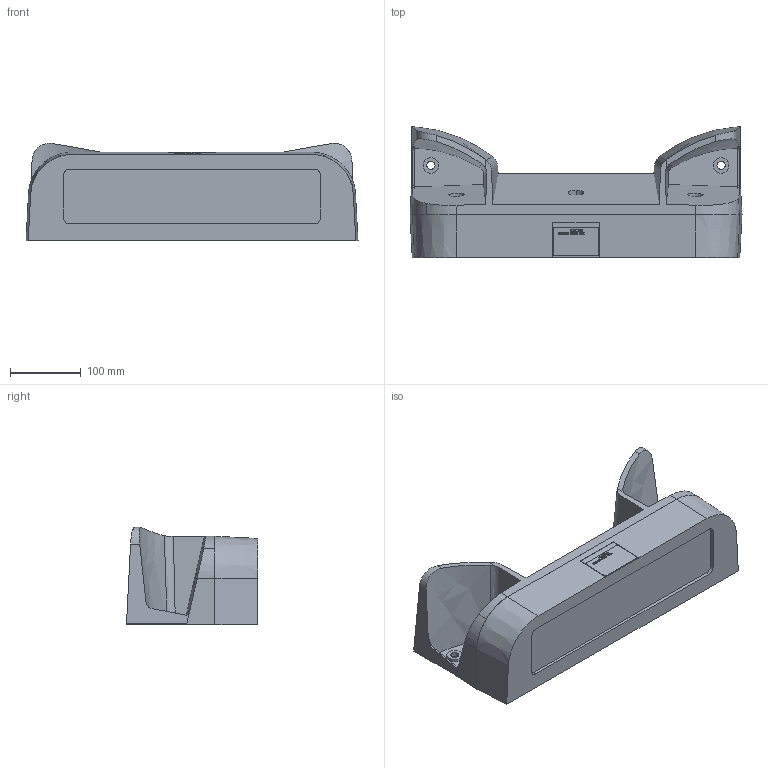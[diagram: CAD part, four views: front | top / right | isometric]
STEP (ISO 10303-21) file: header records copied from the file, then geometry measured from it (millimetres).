
FILE_DESCRIPTION(('STEP AP214'),'1');
FILE_NAME('cctmp_89571EAE-16FC-4D7D-9FAF-EAC39C20BBDF_2023_07_21_16_47_00_0331..stp','2023-07-21T14:47:01',('SIEMENS A&D'),('CADClick - www.CADClick.com'),'Spatial InterOp 3D postprocessed',' ','unknown authorization');
FILE_SCHEMA(('AUTOMOTIVE_DESIGN'));
Length unit declared in the file: millimetre
Products named in the file (1): 2023_07_21_16_47_00_0310
Bounding box: 469.21 x 185.32 x 137.4 mm (x, y, z)
Volume: 5714754.9 mm3; surface area: 334638.6 mm2
Topology: 1 solids, 1 shells, 624 faces, 1745 edges, 1163 vertices
Faces by surface type: plane 539, cylinder 69, bspline 14, cone 2
Entity records: 34750 total; most frequent: CARTESIAN_POINT 5135, STYLED_ITEM 3533, PRESENTATION_STYLE_ASSIGNMENT 3533, ORIENTED_EDGE 3490, DIRECTION 3041, EDGE_CURVE 1745, CURVE_STYLE 1745, DRAUGHTING_PRE_DEFINED_CURVE_FONT 1745
